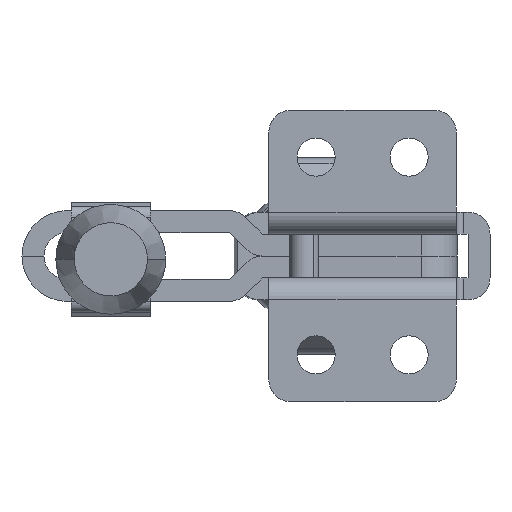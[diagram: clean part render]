
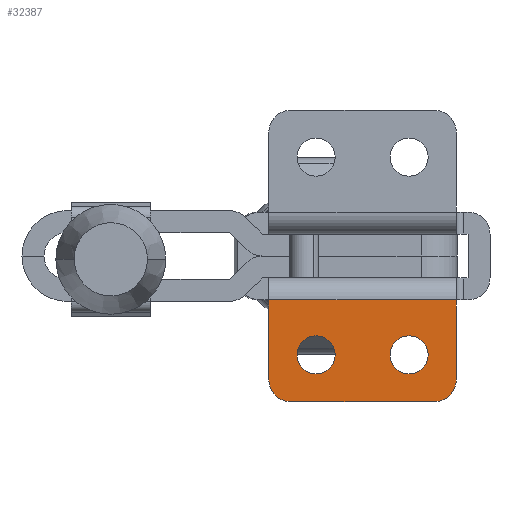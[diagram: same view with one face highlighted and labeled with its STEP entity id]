
A CAD part, front view. The second image highlights one B-rep face of the part: STEP entity #32387.
In plain terms, the highlighted planar face has unit normal (0, -1, 0).
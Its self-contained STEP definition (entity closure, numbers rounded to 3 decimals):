
#4382 = CARTESIAN_POINT ( 'NONE',  ( -19.15, 0., -4.9 ) ) ;
#4478 = CARTESIAN_POINT ( 'NONE',  ( -19.15, 0., -7.5 ) ) ;
#4480 = AXIS2_PLACEMENT_3D ( 'NONE', #4513, #4512, #4511 ) ;
#4482 = CIRCLE ( 'NONE', #4518, 2.6 ) ;
#4484 = CIRCLE ( 'NONE', #4480, 2.6 ) ;
#4510 = DIRECTION ( 'NONE',  ( 0., -1., 0. ) ) ;
#4511 = DIRECTION ( 'NONE',  ( -1., 0., 0. ) ) ;
#4512 = DIRECTION ( 'NONE',  ( 0., -1., 0. ) ) ;
#4513 = CARTESIAN_POINT ( 'NONE',  ( -6.45, 0., -7.5 ) ) ;
#4514 = DIRECTION ( 'NONE',  ( -1., 0., 0. ) ) ;
#4518 = AXIS2_PLACEMENT_3D ( 'NONE', #4478, #4510, #4514 ) ;
#4523 = CARTESIAN_POINT ( 'NONE',  ( -19.15, 0., -10.1 ) ) ;
#4763 = CARTESIAN_POINT ( 'NONE',  ( -6.45, 0., -10.1 ) ) ;
#4768 = CARTESIAN_POINT ( 'NONE',  ( -6.45, 0., -4.9 ) ) ;
#5056 = CARTESIAN_POINT ( 'NONE',  ( 0., 0., 0. ) ) ;
#5062 = CARTESIAN_POINT ( 'NONE',  ( 0., 0., -10.9 ) ) ;
#5114 = CARTESIAN_POINT ( 'NONE',  ( 0., 0., 12. ) ) ;
#5148 = DIRECTION ( 'NONE',  ( 0., 0., -1. ) ) ;
#5149 = VECTOR ( 'NONE', #5148, 1000. ) ;
#5159 = LINE ( 'NONE', #5114, #5149 ) ;
#5264 = DIRECTION ( 'NONE',  ( 0., 0., -1. ) ) ;
#5265 = VECTOR ( 'NONE', #5264, 1000. ) ;
#5266 = CARTESIAN_POINT ( 'NONE',  ( -25.6, 0., 12. ) ) ;
#5270 = CARTESIAN_POINT ( 'NONE',  ( -25.6, 0., 0. ) ) ;
#5275 = LINE ( 'NONE', #5266, #5265 ) ;
#5295 = CARTESIAN_POINT ( 'NONE',  ( -25.6, 0., -10.9 ) ) ;
#5325 = CARTESIAN_POINT ( 'NONE',  ( 0., 0., -13.9 ) ) ;
#5326 = LINE ( 'NONE', #5325, #5355 ) ;
#5332 = AXIS2_PLACEMENT_3D ( 'NONE', #5413, #5405, #5404 ) ;
#5354 = DIRECTION ( 'NONE',  ( 1., 0., 0. ) ) ;
#5355 = VECTOR ( 'NONE', #5354, 1000. ) ;
#5356 = DIRECTION ( 'NONE',  ( -1., 0., 0. ) ) ;
#5357 = DIRECTION ( 'NONE',  ( 0., 1., 0. ) ) ;
#5358 = AXIS2_PLACEMENT_3D ( 'NONE', #5360, #5357, #5356 ) ;
#5360 = CARTESIAN_POINT ( 'NONE',  ( -22.6, 0., -10.9 ) ) ;
#5361 = CIRCLE ( 'NONE', #5412, 3. ) ;
#5362 = DIRECTION ( 'NONE',  ( -1., 0., 0. ) ) ;
#5363 = VECTOR ( 'NONE', #5362, 1000. ) ;
#5364 = CARTESIAN_POINT ( 'NONE',  ( 0., 0., 0. ) ) ;
#5365 = CARTESIAN_POINT ( 'NONE',  ( -3., 0., -13.9 ) ) ;
#5368 = CIRCLE ( 'NONE', #5358, 3. ) ;
#5369 = CARTESIAN_POINT ( 'NONE',  ( 0., 0., 12. ) ) ;
#5370 = DIRECTION ( 'NONE',  ( -1., 0., 0. ) ) ;
#5371 = AXIS2_PLACEMENT_3D ( 'NONE', #5380, #5378, #5370 ) ;
#5372 = CIRCLE ( 'NONE', #5371, 2.6 ) ;
#5373 = LINE ( 'NONE', #5364, #5363 ) ;
#5374 = CARTESIAN_POINT ( 'NONE',  ( -22.6, 0., -13.9 ) ) ;
#5378 = DIRECTION ( 'NONE',  ( 0., -1., 0. ) ) ;
#5380 = CARTESIAN_POINT ( 'NONE',  ( -19.15, 0., -7.5 ) ) ;
#5389 = DIRECTION ( 'NONE',  ( -1., 0., 0. ) ) ;
#5392 = FACE_BOUND ( 'NONE', #32382, .T. ) ;
#5397 = PLANE ( 'NONE',  #5414 ) ;
#5398 = FACE_BOUND ( 'NONE', #32354, .T. ) ;
#5403 = FACE_OUTER_BOUND ( 'NONE', #32316, .T. ) ;
#5404 = DIRECTION ( 'NONE',  ( -1., 0., 0. ) ) ;
#5405 = DIRECTION ( 'NONE',  ( 0., -1., 0. ) ) ;
#5408 = DIRECTION ( 'NONE',  ( 0., 1., 0. ) ) ;
#5409 = DIRECTION ( 'NONE',  ( -1., 0., 0. ) ) ;
#5410 = DIRECTION ( 'NONE',  ( 0., 1., 0. ) ) ;
#5411 = CARTESIAN_POINT ( 'NONE',  ( -3., 0., -10.9 ) ) ;
#5412 = AXIS2_PLACEMENT_3D ( 'NONE', #5411, #5410, #5409 ) ;
#5413 = CARTESIAN_POINT ( 'NONE',  ( -6.45, 0., -7.5 ) ) ;
#5414 = AXIS2_PLACEMENT_3D ( 'NONE', #5369, #5408, #5389 ) ;
#5415 = CIRCLE ( 'NONE', #5332, 2.6 ) ;
#31981 = EDGE_CURVE ( 'NONE', #32045, #32046, #4484, .T. ) ;
#31982 = EDGE_CURVE ( 'NONE', #31984, #32035, #4482, .T. ) ;
#31984 = VERTEX_POINT ( 'NONE', #4523 ) ;
#32035 = VERTEX_POINT ( 'NONE', #4382 ) ;
#32045 = VERTEX_POINT ( 'NONE', #4763 ) ;
#32046 = VERTEX_POINT ( 'NONE', #4768 ) ;
#32185 = VERTEX_POINT ( 'NONE', #5056 ) ;
#32186 = VERTEX_POINT ( 'NONE', #5062 ) ;
#32241 = EDGE_CURVE ( 'NONE', #32185, #32186, #5159, .T. ) ;
#32312 = EDGE_CURVE ( 'NONE', #32324, #32333, #5275, .T. ) ;
#32316 = EDGE_LOOP ( 'NONE', ( #32363, #32366, #32375, #32370, #32367, #32376 ) ) ;
#32324 = VERTEX_POINT ( 'NONE', #5270 ) ;
#32333 = VERTEX_POINT ( 'NONE', #5295 ) ;
#32354 = EDGE_LOOP ( 'NONE', ( #32355, #32378 ) ) ;
#32355 = ORIENTED_EDGE ( 'NONE', *, *, #31982, .F. ) ;
#32358 = ORIENTED_EDGE ( 'NONE', *, *, #32381, .F. ) ;
#32359 = ORIENTED_EDGE ( 'NONE', *, *, #31981, .F. ) ;
#32363 = ORIENTED_EDGE ( 'NONE', *, *, #32241, .F. ) ;
#32364 = EDGE_CURVE ( 'NONE', #32035, #31984, #5372, .T. ) ;
#32366 = ORIENTED_EDGE ( 'NONE', *, *, #32369, .T. ) ;
#32367 = ORIENTED_EDGE ( 'NONE', *, *, #32377, .T. ) ;
#32369 = EDGE_CURVE ( 'NONE', #32185, #32324, #5373, .T. ) ;
#32370 = ORIENTED_EDGE ( 'NONE', *, *, #32372, .F. ) ;
#32371 = VERTEX_POINT ( 'NONE', #5365 ) ;
#32372 = EDGE_CURVE ( 'NONE', #32374, #32333, #5368, .T. ) ;
#32374 = VERTEX_POINT ( 'NONE', #5374 ) ;
#32375 = ORIENTED_EDGE ( 'NONE', *, *, #32312, .T. ) ;
#32376 = ORIENTED_EDGE ( 'NONE', *, *, #32380, .F. ) ;
#32377 = EDGE_CURVE ( 'NONE', #32374, #32371, #5326, .T. ) ;
#32378 = ORIENTED_EDGE ( 'NONE', *, *, #32364, .F. ) ;
#32380 = EDGE_CURVE ( 'NONE', #32186, #32371, #5361, .T. ) ;
#32381 = EDGE_CURVE ( 'NONE', #32046, #32045, #5415, .T. ) ;
#32382 = EDGE_LOOP ( 'NONE', ( #32359, #32358 ) ) ;
#32387 = ADVANCED_FACE ( 'NONE', ( #5403, #5398, #5392 ), #5397, .F. ) ;
